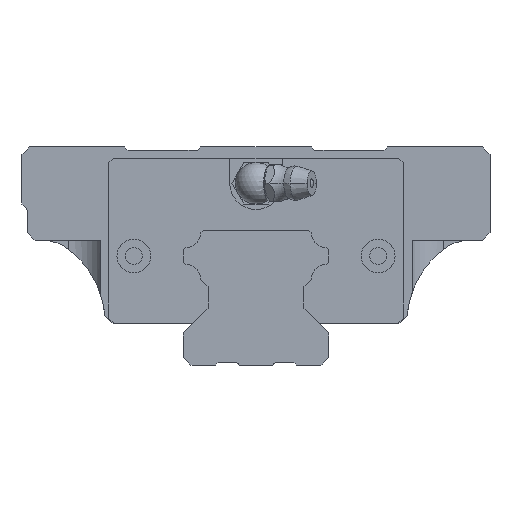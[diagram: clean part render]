
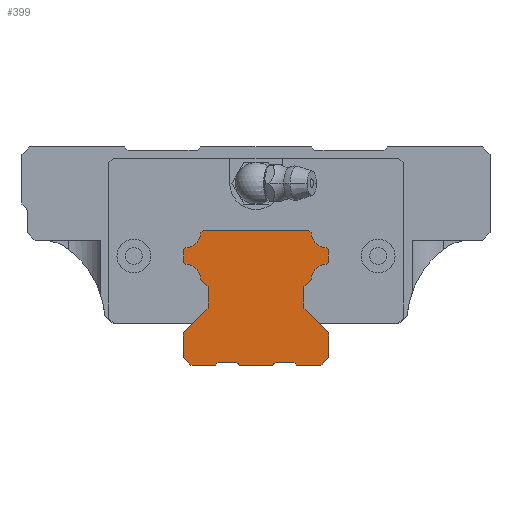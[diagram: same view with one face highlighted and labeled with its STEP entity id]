
A CAD part, front view. The second image highlights one B-rep face of the part: STEP entity #399.
In plain terms, the highlighted planar face has unit normal (0, -1, 0).
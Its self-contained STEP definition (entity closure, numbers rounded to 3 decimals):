
#399=ADVANCED_FACE('',(#891),#892,.T.);
#891=FACE_OUTER_BOUND('',#1458,.T.);
#892=PLANE('',#1459);
#1458=EDGE_LOOP('',(#3376,#3377,#3378,#3379,#3380,#3381,#3382,#3383,#3384,#3385,#3386,#3387,#3388,#3389,#3390,#3391,#3392,#3393,#3394,#3395,#3396,#3397,#3398,#3399,#3400,#3401,#3402,#3403,#3404,#3405,#3406,#3407));
#1459=AXIS2_PLACEMENT_3D('',#3408,#3409,#3410);
#3376=ORIENTED_EDGE('',*,*,#4097,.T.);
#3377=ORIENTED_EDGE('',*,*,#4008,.F.);
#3378=ORIENTED_EDGE('',*,*,#3990,.F.);
#3379=ORIENTED_EDGE('',*,*,#4006,.F.);
#3380=ORIENTED_EDGE('',*,*,#3960,.F.);
#3381=ORIENTED_EDGE('',*,*,#4088,.T.);
#3382=ORIENTED_EDGE('',*,*,#4086,.T.);
#3383=ORIENTED_EDGE('',*,*,#3986,.F.);
#3384=ORIENTED_EDGE('',*,*,#4076,.T.);
#3385=ORIENTED_EDGE('',*,*,#3994,.T.);
#3386=ORIENTED_EDGE('',*,*,#4096,.F.);
#3387=ORIENTED_EDGE('',*,*,#4090,.T.);
#3388=ORIENTED_EDGE('',*,*,#4080,.T.);
#3389=ORIENTED_EDGE('',*,*,#4039,.F.);
#3390=ORIENTED_EDGE('',*,*,#3980,.T.);
#3391=ORIENTED_EDGE('',*,*,#4071,.T.);
#3392=ORIENTED_EDGE('',*,*,#4098,.F.);
#3393=ORIENTED_EDGE('',*,*,#4075,.T.);
#3394=ORIENTED_EDGE('',*,*,#4084,.T.);
#3395=ORIENTED_EDGE('',*,*,#4018,.F.);
#3396=ORIENTED_EDGE('',*,*,#4089,.F.);
#3397=ORIENTED_EDGE('',*,*,#3976,.T.);
#3398=ORIENTED_EDGE('',*,*,#4004,.F.);
#3399=ORIENTED_EDGE('',*,*,#4093,.F.);
#3400=ORIENTED_EDGE('',*,*,#4095,.F.);
#3401=ORIENTED_EDGE('',*,*,#4099,.F.);
#3402=ORIENTED_EDGE('',*,*,#4046,.F.);
#3403=ORIENTED_EDGE('',*,*,#4100,.F.);
#3404=ORIENTED_EDGE('',*,*,#4027,.F.);
#3405=ORIENTED_EDGE('',*,*,#4101,.F.);
#3406=ORIENTED_EDGE('',*,*,#4082,.T.);
#3407=ORIENTED_EDGE('',*,*,#4078,.F.);
#3408=CARTESIAN_POINT('',(-13.679,-167.7,-18.021));
#3409=DIRECTION('',(0.0,-1.0,0.0));
#3410=DIRECTION('',(0.0,0.0,-1.0));
#3960=EDGE_CURVE('',#4946,#4948,#4949,.T.);
#3976=EDGE_CURVE('',#4976,#4974,#4977,.T.);
#3980=EDGE_CURVE('',#4984,#4982,#4985,.T.);
#3986=EDGE_CURVE('',#4992,#4994,#4995,.T.);
#3990=EDGE_CURVE('',#5000,#5002,#5003,.T.);
#3994=EDGE_CURVE('',#5010,#5008,#5011,.T.);
#4004=EDGE_CURVE('',#5025,#4974,#5027,.T.);
#4006=EDGE_CURVE('',#4948,#5000,#5029,.T.);
#4008=EDGE_CURVE('',#5002,#5032,#5033,.T.);
#4018=EDGE_CURVE('',#5044,#5046,#5047,.T.);
#4027=EDGE_CURVE('',#5057,#5059,#5060,.T.);
#4039=EDGE_CURVE('',#4984,#5077,#5078,.T.);
#4046=EDGE_CURVE('',#5087,#5089,#5090,.T.);
#4071=EDGE_CURVE('',#4982,#5124,#5126,.T.);
#4075=EDGE_CURVE('',#5128,#5130,#5132,.T.);
#4076=EDGE_CURVE('',#4992,#5010,#5133,.T.);
#4078=EDGE_CURVE('',#5134,#5136,#5137,.T.);
#4080=EDGE_CURVE('',#5139,#5077,#5140,.T.);
#4082=EDGE_CURVE('',#5142,#5136,#5143,.T.);
#4084=EDGE_CURVE('',#5130,#5046,#5145,.T.);
#4086=EDGE_CURVE('',#5147,#4994,#5148,.T.);
#4088=EDGE_CURVE('',#4946,#5147,#5150,.T.);
#4089=EDGE_CURVE('',#4976,#5044,#5151,.T.);
#4090=EDGE_CURVE('',#5152,#5139,#5153,.T.);
#4093=EDGE_CURVE('',#5155,#5025,#5157,.T.);
#4095=EDGE_CURVE('',#5158,#5155,#5160,.T.);
#4096=EDGE_CURVE('',#5152,#5008,#5161,.T.);
#4097=EDGE_CURVE('',#5134,#5032,#5162,.T.);
#4098=EDGE_CURVE('',#5128,#5124,#5163,.T.);
#4099=EDGE_CURVE('',#5089,#5158,#5164,.T.);
#4100=EDGE_CURVE('',#5059,#5087,#5165,.T.);
#4101=EDGE_CURVE('',#5142,#5057,#5166,.T.);
#4946=VERTEX_POINT('',#6515);
#4948=VERTEX_POINT('',#6518);
#4949=LINE('',#6519,#6520);
#4974=VERTEX_POINT('',#6547);
#4976=VERTEX_POINT('',#6550);
#4977=LINE('',#6551,#6552);
#4982=VERTEX_POINT('',#6559);
#4984=VERTEX_POINT('',#6562);
#4985=LINE('',#6563,#6564);
#4992=VERTEX_POINT('',#6572);
#4994=VERTEX_POINT('',#6575);
#4995=CIRCLE('',#6576,3.1);
#5000=VERTEX_POINT('',#6583);
#5002=VERTEX_POINT('',#6586);
#5003=LINE('',#6587,#6588);
#5008=VERTEX_POINT('',#6595);
#5010=VERTEX_POINT('',#6598);
#5011=LINE('',#6599,#6600);
#5025=VERTEX_POINT('',#6621);
#5027=LINE('',#6624,#6625);
#5029=CIRCLE('',#6627,3.1);
#5032=VERTEX_POINT('',#6631);
#5033=LINE('',#6632,#6633);
#5044=VERTEX_POINT('',#6647);
#5046=VERTEX_POINT('',#6650);
#5047=LINE('',#6651,#6652);
#5057=VERTEX_POINT('',#6667);
#5059=VERTEX_POINT('',#6670);
#5060=LINE('',#6671,#6672);
#5077=VERTEX_POINT('',#6693);
#5078=LINE('',#6694,#6695);
#5087=VERTEX_POINT('',#6706);
#5089=VERTEX_POINT('',#6709);
#5090=LINE('',#6710,#6711);
#5124=VERTEX_POINT('',#6766);
#5126=LINE('',#6769,#6770);
#5128=VERTEX_POINT('',#6773);
#5130=VERTEX_POINT('',#6776);
#5132=LINE('',#6779,#6780);
#5133=LINE('',#6781,#6782);
#5134=VERTEX_POINT('',#6783);
#5136=VERTEX_POINT('',#6786);
#5137=CIRCLE('',#6787,3.1);
#5139=VERTEX_POINT('',#6790);
#5140=LINE('',#6791,#6792);
#5142=VERTEX_POINT('',#6795);
#5143=LINE('',#6796,#6797);
#5145=LINE('',#6800,#6801);
#5147=VERTEX_POINT('',#6804);
#5148=LINE('',#6805,#6806);
#5150=LINE('',#6809,#6810);
#5151=LINE('',#6811,#6812);
#5152=VERTEX_POINT('',#6813);
#5153=LINE('',#6814,#6815);
#5155=VERTEX_POINT('',#6818);
#5157=LINE('',#6821,#6822);
#5158=VERTEX_POINT('',#6823);
#5160=LINE('',#6826,#6827);
#5161=LINE('',#6828,#6829);
#5162=LINE('',#6830,#6831);
#5163=LINE('',#6832,#6833);
#5164=LINE('',#6834,#6835);
#5165=CIRCLE('',#6836,3.1);
#5166=LINE('',#6837,#6838);
#6515=CARTESIAN_POINT('',(-13.93,-167.7,-21.529));
#6518=CARTESIAN_POINT('',(-13.518,-167.7,-21.117));
#6519=CARTESIAN_POINT('',(-13.93,-167.7,-21.529));
#6520=VECTOR('',#7637,1000.0);
#6547=CARTESIAN_POINT('',(12.5,-167.7,-43.7));
#6550=CARTESIAN_POINT('',(7.8,-167.7,-43.7));
#6551=CARTESIAN_POINT('',(7.8,-167.7,-43.7));
#6552=VECTOR('',#7677,1000.0);
#6559=CARTESIAN_POINT('',(-7.3,-167.7,-43.2));
#6562=CARTESIAN_POINT('',(-7.8,-167.7,-43.7));
#6563=CARTESIAN_POINT('',(-7.8,-167.7,-43.7));
#6564=VECTOR('',#7681,1000.0);
#6572=CARTESIAN_POINT('',(-10.583,-167.7,-27.218));
#6575=CARTESIAN_POINT('',(-13.518,-167.7,-24.283));
#6576=AXIS2_PLACEMENT_3D('',#7693,#7694,#7695);
#6583=CARTESIAN_POINT('',(-10.583,-167.7,-18.182));
#6586=CARTESIAN_POINT('',(-10.101,-167.7,-17.7));
#6587=CARTESIAN_POINT('',(-10.583,-167.7,-18.182));
#6588=VECTOR('',#7699,1000.0);
#6595=CARTESIAN_POINT('',(-9.23,-167.7,-32.729));
#6598=CARTESIAN_POINT('',(-9.23,-167.7,-28.571));
#6599=CARTESIAN_POINT('',(-9.23,-167.7,-28.571));
#6600=VECTOR('',#7703,1000.0);
#6621=CARTESIAN_POINT('',(14.0,-167.7,-42.2));
#6624=CARTESIAN_POINT('',(14.0,-167.7,-42.2));
#6625=VECTOR('',#7715,1000.0);
#6627=AXIS2_PLACEMENT_3D('',#7719,#7720,#7721);
#6631=CARTESIAN_POINT('',(10.101,-167.7,-17.7));
#6632=CARTESIAN_POINT('',(-10.171,-167.7,-17.7));
#6633=VECTOR('',#7723,1000.0);
#6647=CARTESIAN_POINT('',(7.3,-167.7,-43.2));
#6650=CARTESIAN_POINT('',(3.7,-167.7,-43.2));
#6651=CARTESIAN_POINT('',(7.3,-167.7,-43.2));
#6652=VECTOR('',#7743,1000.0);
#6667=CARTESIAN_POINT('',(13.93,-167.7,-23.871));
#6670=CARTESIAN_POINT('',(13.518,-167.7,-24.283));
#6671=CARTESIAN_POINT('',(13.93,-167.7,-23.871));
#6672=VECTOR('',#7756,1000.0);
#6693=CARTESIAN_POINT('',(-12.5,-167.7,-43.7));
#6694=CARTESIAN_POINT('',(-7.8,-167.7,-43.7));
#6695=VECTOR('',#7782,1000.0);
#6706=CARTESIAN_POINT('',(10.583,-167.7,-27.218));
#6709=CARTESIAN_POINT('',(9.23,-167.7,-28.571));
#6710=CARTESIAN_POINT('',(10.583,-167.7,-27.218));
#6711=VECTOR('',#7795,1000.0);
#6766=CARTESIAN_POINT('',(-3.7,-167.7,-43.2));
#6769=CARTESIAN_POINT('',(-7.3,-167.7,-43.2));
#6770=VECTOR('',#7824,1000.0);
#6773=CARTESIAN_POINT('',(-3.2,-167.7,-43.7));
#6776=CARTESIAN_POINT('',(3.2,-167.7,-43.7));
#6779=CARTESIAN_POINT('',(-3.2,-167.7,-43.7));
#6780=VECTOR('',#7828,1000.0);
#6781=CARTESIAN_POINT('',(-10.583,-167.7,-27.218));
#6782=VECTOR('',#7829,1000.0);
#6783=CARTESIAN_POINT('',(10.583,-167.7,-18.182));
#6786=CARTESIAN_POINT('',(13.518,-167.7,-21.117));
#6787=AXIS2_PLACEMENT_3D('',#7831,#7832,#7833);
#6790=CARTESIAN_POINT('',(-14.0,-167.7,-42.2));
#6791=CARTESIAN_POINT('',(-14.0,-167.7,-42.2));
#6792=VECTOR('',#7835,1000.0);
#6795=CARTESIAN_POINT('',(13.93,-167.7,-21.529));
#6796=CARTESIAN_POINT('',(13.93,-167.7,-21.529));
#6797=VECTOR('',#7837,1000.0);
#6800=CARTESIAN_POINT('',(3.2,-167.7,-43.7));
#6801=VECTOR('',#7839,1000.0);
#6804=CARTESIAN_POINT('',(-13.93,-167.7,-23.871));
#6805=CARTESIAN_POINT('',(-13.93,-167.7,-23.871));
#6806=VECTOR('',#7841,1000.0);
#6809=CARTESIAN_POINT('',(-13.93,-167.7,-21.529));
#6810=VECTOR('',#7843,1000.0);
#6811=CARTESIAN_POINT('',(7.8,-167.7,-43.7));
#6812=VECTOR('',#7844,1000.0);
#6813=CARTESIAN_POINT('',(-14.0,-167.7,-37.499));
#6814=CARTESIAN_POINT('',(-14.0,-167.7,-37.499));
#6815=VECTOR('',#7845,1000.0);
#6818=CARTESIAN_POINT('',(14.0,-167.7,-37.499));
#6821=CARTESIAN_POINT('',(14.0,-167.7,-37.499));
#6822=VECTOR('',#7848,1000.0);
#6823=CARTESIAN_POINT('',(9.23,-167.7,-32.729));
#6826=CARTESIAN_POINT('',(9.23,-167.7,-32.729));
#6827=VECTOR('',#7850,1000.0);
#6828=CARTESIAN_POINT('',(-14.0,-167.7,-37.499));
#6829=VECTOR('',#7851,1000.0);
#6830=CARTESIAN_POINT('',(10.583,-167.7,-18.182));
#6831=VECTOR('',#7852,1000.0);
#6832=CARTESIAN_POINT('',(-3.2,-167.7,-43.7));
#6833=VECTOR('',#7853,1000.0);
#6834=CARTESIAN_POINT('',(9.23,-167.7,-28.571));
#6835=VECTOR('',#7854,1000.0);
#6836=AXIS2_PLACEMENT_3D('',#7855,#7856,#7857);
#6837=CARTESIAN_POINT('',(13.93,-167.7,-21.529));
#6838=VECTOR('',#7858,1000.0);
#7637=DIRECTION('',(0.707,0.0,0.707));
#7677=DIRECTION('',(1.0,0.0,0.0));
#7681=DIRECTION('',(0.707,0.0,0.707));
#7693=CARTESIAN_POINT('',(-13.679,-167.7,-27.379));
#7694=DIRECTION('',(0.0,-1.0,0.0));
#7695=DIRECTION('',(1.0,0.0,0.0));
#7699=DIRECTION('',(0.707,0.0,0.707));
#7703=DIRECTION('',(0.0,0.0,-1.0));
#7715=DIRECTION('',(-0.707,0.0,-0.707));
#7719=CARTESIAN_POINT('',(-13.679,-167.7,-18.021));
#7720=DIRECTION('',(0.0,-1.0,0.0));
#7721=DIRECTION('',(1.0,0.0,0.0));
#7723=DIRECTION('',(1.0,0.0,0.0));
#7743=DIRECTION('',(-1.0,0.0,0.0));
#7756=DIRECTION('',(-0.707,0.0,-0.707));
#7782=DIRECTION('',(-1.0,0.0,0.0));
#7795=DIRECTION('',(-0.707,0.0,-0.707));
#7824=DIRECTION('',(1.0,0.0,0.0));
#7828=DIRECTION('',(1.0,0.0,0.0));
#7829=DIRECTION('',(0.707,0.0,-0.707));
#7831=CARTESIAN_POINT('',(13.679,-167.7,-18.021));
#7832=DIRECTION('',(0.0,-1.0,0.0));
#7833=DIRECTION('',(1.0,0.0,0.0));
#7835=DIRECTION('',(0.707,0.0,-0.707));
#7837=DIRECTION('',(-0.707,0.0,0.707));
#7839=DIRECTION('',(0.707,0.0,0.707));
#7841=DIRECTION('',(0.707,0.0,-0.707));
#7843=DIRECTION('',(0.0,0.0,-1.0));
#7844=DIRECTION('',(-0.707,0.0,0.707));
#7845=DIRECTION('',(0.0,0.0,-1.0));
#7848=DIRECTION('',(0.0,0.0,-1.0));
#7850=DIRECTION('',(0.707,0.0,-0.707));
#7851=DIRECTION('',(0.707,0.0,0.707));
#7852=DIRECTION('',(-0.707,0.0,0.707));
#7853=DIRECTION('',(-0.707,0.0,0.707));
#7854=DIRECTION('',(0.0,0.0,-1.0));
#7855=CARTESIAN_POINT('',(13.679,-167.7,-27.379));
#7856=DIRECTION('',(0.0,-1.0,0.0));
#7857=DIRECTION('',(1.0,0.0,0.0));
#7858=DIRECTION('',(0.0,0.0,-1.0));
